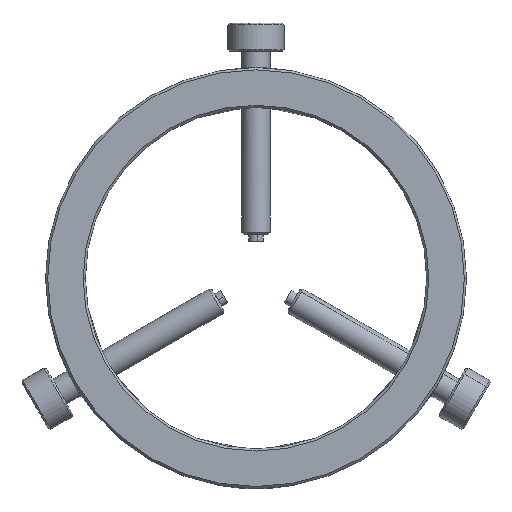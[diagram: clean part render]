
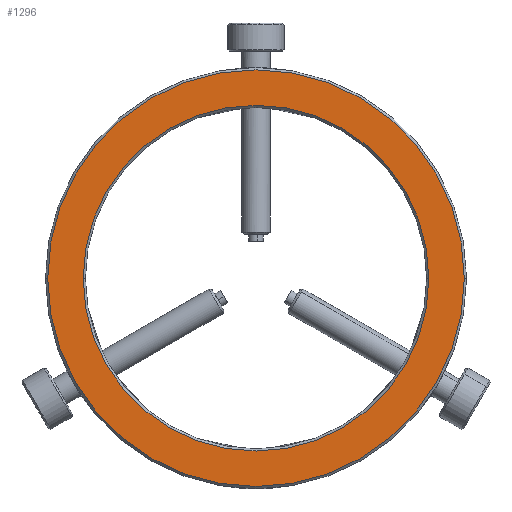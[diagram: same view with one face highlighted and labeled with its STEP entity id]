
A CAD part, top view. The second image highlights one B-rep face of the part: STEP entity #1296.
In plain terms, the highlighted planar face has unit normal (0, 0, 1).
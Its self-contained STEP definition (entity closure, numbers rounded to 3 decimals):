
#7 = CARTESIAN_POINT ( 'NONE',  ( -3.123, 4.22, 4.781 ) ) ;
#44 = DIRECTION ( 'NONE',  ( 1., 0., 0. ) ) ;
#64 = FACE_BOUND ( 'NONE', #3434, .T. ) ;
#78 = AXIS2_PLACEMENT_3D ( 'NONE', #1319, #157, #2226 ) ;
#157 = DIRECTION ( 'NONE',  ( 0., 0., 1. ) ) ;
#361 = AXIS2_PLACEMENT_3D ( 'NONE', #1375, #540, #2292 ) ;
#417 = EDGE_CURVE ( 'NONE', #1219, #3449, #1816, .T. ) ;
#445 = CIRCLE ( 'NONE', #361, 39. ) ;
#540 = DIRECTION ( 'NONE',  ( 0., 0., -1. ) ) ;
#760 = FACE_OUTER_BOUND ( 'NONE', #3838, .T. ) ;
#869 = VERTEX_POINT ( 'NONE', #1732 ) ;
#917 = CARTESIAN_POINT ( 'NONE',  ( -3.123, 4.22, 4.781 ) ) ;
#1145 = DIRECTION ( 'NONE',  ( 0., 0., -1. ) ) ;
#1219 = VERTEX_POINT ( 'NONE', #2144 ) ;
#1296 = ADVANCED_FACE ( 'NONE', ( #64, #760 ), #3726, .T. ) ;
#1319 = CARTESIAN_POINT ( 'NONE',  ( -3.123, 4.22, 4.781 ) ) ;
#1327 = VERTEX_POINT ( 'NONE', #2575 ) ;
#1375 = CARTESIAN_POINT ( 'NONE',  ( -3.123, 4.22, 4.781 ) ) ;
#1589 = AXIS2_PLACEMENT_3D ( 'NONE', #7, #2373, #2947 ) ;
#1732 = CARTESIAN_POINT ( 'NONE',  ( -50.123, 4.22, 4.781 ) ) ;
#1736 = DIRECTION ( 'NONE',  ( 1., 0., 0. ) ) ;
#1792 = ORIENTED_EDGE ( 'NONE', *, *, #3338, .T. ) ;
#1816 = CIRCLE ( 'NONE', #3577, 39. ) ;
#2049 = CARTESIAN_POINT ( 'NONE',  ( -3.123, 4.22, 4.781 ) ) ;
#2130 = ORIENTED_EDGE ( 'NONE', *, *, #417, .T. ) ;
#2144 = CARTESIAN_POINT ( 'NONE',  ( 35.877, 4.22, 4.781 ) ) ;
#2219 = ORIENTED_EDGE ( 'NONE', *, *, #2650, .T. ) ;
#2226 = DIRECTION ( 'NONE',  ( 1., 0., 0. ) ) ;
#2292 = DIRECTION ( 'NONE',  ( 1., 0., 0. ) ) ;
#2373 = DIRECTION ( 'NONE',  ( 0., 0., 1. ) ) ;
#2565 = CIRCLE ( 'NONE', #1589, 47. ) ;
#2575 = CARTESIAN_POINT ( 'NONE',  ( 43.877, 4.22, 4.781 ) ) ;
#2650 = EDGE_CURVE ( 'NONE', #3449, #1219, #445, .T. ) ;
#2743 = EDGE_CURVE ( 'NONE', #869, #1327, #2803, .T. ) ;
#2803 = CIRCLE ( 'NONE', #3078, 47. ) ;
#2947 = DIRECTION ( 'NONE',  ( 1., 0., 0. ) ) ;
#3078 = AXIS2_PLACEMENT_3D ( 'NONE', #917, #3527, #44 ) ;
#3338 = EDGE_CURVE ( 'NONE', #1327, #869, #2565, .T. ) ;
#3434 = EDGE_LOOP ( 'NONE', ( #2130, #2219 ) ) ;
#3440 = ORIENTED_EDGE ( 'NONE', *, *, #2743, .T. ) ;
#3449 = VERTEX_POINT ( 'NONE', #3647 ) ;
#3527 = DIRECTION ( 'NONE',  ( 0., 0., 1. ) ) ;
#3577 = AXIS2_PLACEMENT_3D ( 'NONE', #2049, #1145, #1736 ) ;
#3647 = CARTESIAN_POINT ( 'NONE',  ( -42.123, 4.22, 4.781 ) ) ;
#3726 = PLANE ( 'NONE',  #78 ) ;
#3838 = EDGE_LOOP ( 'NONE', ( #3440, #1792 ) ) ;
